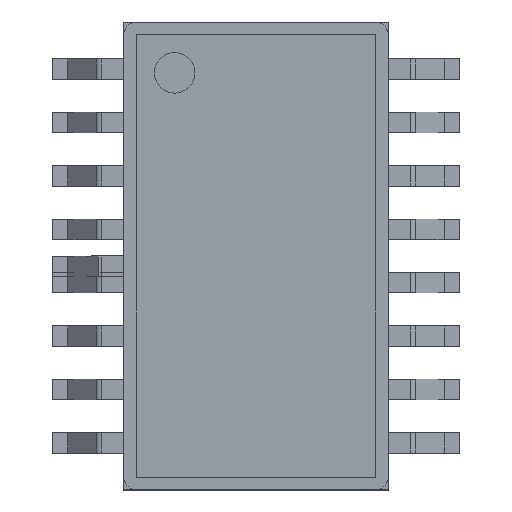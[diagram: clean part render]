
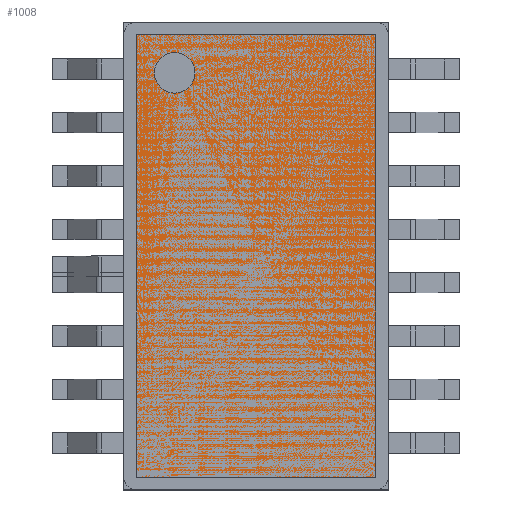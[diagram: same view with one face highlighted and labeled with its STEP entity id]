
A CAD part, top view. The second image highlights one B-rep face of the part: STEP entity #1008.
In plain terms, the highlighted planar face has unit normal (0, 0, 1).
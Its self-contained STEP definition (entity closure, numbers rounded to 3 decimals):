
#370 = PLANE('',#371);
#371 = AXIS2_PLACEMENT_3D('',#372,#373,#374);
#372 = CARTESIAN_POINT('',(-1.175,2.238,0.588));
#373 = DIRECTION('',(0.,0.707,0.707));
#374 = DIRECTION('',(-1.,-0.,-0.));
#609 = VERTEX_POINT('',#610);
#610 = CARTESIAN_POINT('',(-1.175,2.175,0.65));
#633 = VERTEX_POINT('',#634);
#634 = CARTESIAN_POINT('',(1.175,2.175,0.65));
#660 = EDGE_CURVE('',#609,#633,#661,.T.);
#661 = SURFACE_CURVE('',#662,(#666,#673),.PCURVE_S1.);
#662 = LINE('',#663,#664);
#663 = CARTESIAN_POINT('',(-1.175,2.175,0.65));
#664 = VECTOR('',#665,1.);
#665 = DIRECTION('',(1.,0.,0.));
#666 = PCURVE('',#370,#667);
#667 = DEFINITIONAL_REPRESENTATION('',(#668),#672);
#668 = LINE('',#669,#670);
#669 = CARTESIAN_POINT('',(-0.,0.088));
#670 = VECTOR('',#671,1.);
#671 = DIRECTION('',(-1.,0.));
#672 = ( GEOMETRIC_REPRESENTATION_CONTEXT(2) 
PARAMETRIC_REPRESENTATION_CONTEXT() REPRESENTATION_CONTEXT('2D SPACE',''
  ) );
#673 = PCURVE('',#674,#679);
#674 = PLANE('',#675);
#675 = AXIS2_PLACEMENT_3D('',#676,#677,#678);
#676 = CARTESIAN_POINT('',(0.,0.,0.65));
#677 = DIRECTION('',(0.,0.,1.));
#678 = DIRECTION('',(1.,0.,0.));
#679 = DEFINITIONAL_REPRESENTATION('',(#680),#684);
#680 = LINE('',#681,#682);
#681 = CARTESIAN_POINT('',(-1.175,2.175));
#682 = VECTOR('',#683,1.);
#683 = DIRECTION('',(1.,0.));
#684 = ( GEOMETRIC_REPRESENTATION_CONTEXT(2) 
PARAMETRIC_REPRESENTATION_CONTEXT() REPRESENTATION_CONTEXT('2D SPACE',''
  ) );
#812 = PLANE('',#813);
#813 = AXIS2_PLACEMENT_3D('',#814,#815,#816);
#814 = CARTESIAN_POINT('',(-1.238,-2.175,0.588));
#815 = DIRECTION('',(-0.707,0.,0.707));
#816 = DIRECTION('',(-0.,-1.,-0.));
#1008 = ADVANCED_FACE('',(#1009,#1089),#674,.T.);
#1009 = FACE_BOUND('',#1010,.T.);
#1010 = EDGE_LOOP('',(#1011,#1012,#1035,#1063));
#1011 = ORIENTED_EDGE('',*,*,#660,.F.);
#1012 = ORIENTED_EDGE('',*,*,#1013,.F.);
#1013 = EDGE_CURVE('',#1014,#609,#1016,.T.);
#1014 = VERTEX_POINT('',#1015);
#1015 = CARTESIAN_POINT('',(-1.175,-2.175,0.65));
#1016 = SURFACE_CURVE('',#1017,(#1021,#1028),.PCURVE_S1.);
#1017 = LINE('',#1018,#1019);
#1018 = CARTESIAN_POINT('',(-1.175,-2.175,0.65));
#1019 = VECTOR('',#1020,1.);
#1020 = DIRECTION('',(0.,1.,0.));
#1021 = PCURVE('',#674,#1022);
#1022 = DEFINITIONAL_REPRESENTATION('',(#1023),#1027);
#1023 = LINE('',#1024,#1025);
#1024 = CARTESIAN_POINT('',(-1.175,-2.175));
#1025 = VECTOR('',#1026,1.);
#1026 = DIRECTION('',(0.,1.));
#1027 = ( GEOMETRIC_REPRESENTATION_CONTEXT(2) 
PARAMETRIC_REPRESENTATION_CONTEXT() REPRESENTATION_CONTEXT('2D SPACE',''
  ) );
#1028 = PCURVE('',#812,#1029);
#1029 = DEFINITIONAL_REPRESENTATION('',(#1030),#1034);
#1030 = LINE('',#1031,#1032);
#1031 = CARTESIAN_POINT('',(-0.,0.088));
#1032 = VECTOR('',#1033,1.);
#1033 = DIRECTION('',(-1.,0.));
#1034 = ( GEOMETRIC_REPRESENTATION_CONTEXT(2) 
PARAMETRIC_REPRESENTATION_CONTEXT() REPRESENTATION_CONTEXT('2D SPACE',''
  ) );
#1035 = ORIENTED_EDGE('',*,*,#1036,.F.);
#1036 = EDGE_CURVE('',#1037,#1014,#1039,.T.);
#1037 = VERTEX_POINT('',#1038);
#1038 = CARTESIAN_POINT('',(1.175,-2.175,0.65));
#1039 = SURFACE_CURVE('',#1040,(#1044,#1051),.PCURVE_S1.);
#1040 = LINE('',#1041,#1042);
#1041 = CARTESIAN_POINT('',(1.175,-2.175,0.65));
#1042 = VECTOR('',#1043,1.);
#1043 = DIRECTION('',(-1.,0.,0.));
#1044 = PCURVE('',#674,#1045);
#1045 = DEFINITIONAL_REPRESENTATION('',(#1046),#1050);
#1046 = LINE('',#1047,#1048);
#1047 = CARTESIAN_POINT('',(1.175,-2.175));
#1048 = VECTOR('',#1049,1.);
#1049 = DIRECTION('',(-1.,0.));
#1050 = ( GEOMETRIC_REPRESENTATION_CONTEXT(2) 
PARAMETRIC_REPRESENTATION_CONTEXT() REPRESENTATION_CONTEXT('2D SPACE',''
  ) );
#1051 = PCURVE('',#1052,#1057);
#1052 = PLANE('',#1053);
#1053 = AXIS2_PLACEMENT_3D('',#1054,#1055,#1056);
#1054 = CARTESIAN_POINT('',(1.175,-2.238,0.588));
#1055 = DIRECTION('',(0.,-0.707,0.707));
#1056 = DIRECTION('',(1.,0.,0.));
#1057 = DEFINITIONAL_REPRESENTATION('',(#1058),#1062);
#1058 = LINE('',#1059,#1060);
#1059 = CARTESIAN_POINT('',(-0.,0.088));
#1060 = VECTOR('',#1061,1.);
#1061 = DIRECTION('',(-1.,0.));
#1062 = ( GEOMETRIC_REPRESENTATION_CONTEXT(2) 
PARAMETRIC_REPRESENTATION_CONTEXT() REPRESENTATION_CONTEXT('2D SPACE',''
  ) );
#1063 = ORIENTED_EDGE('',*,*,#1064,.F.);
#1064 = EDGE_CURVE('',#633,#1037,#1065,.T.);
#1065 = SURFACE_CURVE('',#1066,(#1070,#1077),.PCURVE_S1.);
#1066 = LINE('',#1067,#1068);
#1067 = CARTESIAN_POINT('',(1.175,2.175,0.65));
#1068 = VECTOR('',#1069,1.);
#1069 = DIRECTION('',(0.,-1.,0.));
#1070 = PCURVE('',#674,#1071);
#1071 = DEFINITIONAL_REPRESENTATION('',(#1072),#1076);
#1072 = LINE('',#1073,#1074);
#1073 = CARTESIAN_POINT('',(1.175,2.175));
#1074 = VECTOR('',#1075,1.);
#1075 = DIRECTION('',(0.,-1.));
#1076 = ( GEOMETRIC_REPRESENTATION_CONTEXT(2) 
PARAMETRIC_REPRESENTATION_CONTEXT() REPRESENTATION_CONTEXT('2D SPACE',''
  ) );
#1077 = PCURVE('',#1078,#1083);
#1078 = PLANE('',#1079);
#1079 = AXIS2_PLACEMENT_3D('',#1080,#1081,#1082);
#1080 = CARTESIAN_POINT('',(1.238,2.175,0.588));
#1081 = DIRECTION('',(0.707,0.,0.707));
#1082 = DIRECTION('',(0.,1.,0.));
#1083 = DEFINITIONAL_REPRESENTATION('',(#1084),#1088);
#1084 = LINE('',#1085,#1086);
#1085 = CARTESIAN_POINT('',(-0.,0.088));
#1086 = VECTOR('',#1087,1.);
#1087 = DIRECTION('',(-1.,0.));
#1088 = ( GEOMETRIC_REPRESENTATION_CONTEXT(2) 
PARAMETRIC_REPRESENTATION_CONTEXT() REPRESENTATION_CONTEXT('2D SPACE',''
  ) );
#1089 = FACE_BOUND('',#1090,.T.);
#1090 = EDGE_LOOP('',(#1091));
#1091 = ORIENTED_EDGE('',*,*,#1092,.F.);
#1092 = EDGE_CURVE('',#1093,#1093,#1095,.T.);
#1093 = VERTEX_POINT('',#1094);
#1094 = CARTESIAN_POINT('',(-0.6,1.8,0.65));
#1095 = SURFACE_CURVE('',#1096,(#1101,#1108),.PCURVE_S1.);
#1096 = CIRCLE('',#1097,0.2);
#1097 = AXIS2_PLACEMENT_3D('',#1098,#1099,#1100);
#1098 = CARTESIAN_POINT('',(-0.8,1.8,0.65));
#1099 = DIRECTION('',(0.,0.,1.));
#1100 = DIRECTION('',(1.,0.,0.));
#1101 = PCURVE('',#674,#1102);
#1102 = DEFINITIONAL_REPRESENTATION('',(#1103),#1107);
#1103 = CIRCLE('',#1104,0.2);
#1104 = AXIS2_PLACEMENT_2D('',#1105,#1106);
#1105 = CARTESIAN_POINT('',(-0.8,1.8));
#1106 = DIRECTION('',(1.,0.));
#1107 = ( GEOMETRIC_REPRESENTATION_CONTEXT(2) 
PARAMETRIC_REPRESENTATION_CONTEXT() REPRESENTATION_CONTEXT('2D SPACE',''
  ) );
#1108 = PCURVE('',#1109,#1114);
#1109 = PLANE('',#1110);
#1110 = AXIS2_PLACEMENT_3D('',#1111,#1112,#1113);
#1111 = CARTESIAN_POINT('',(-0.8,1.8,0.65));
#1112 = DIRECTION('',(0.,0.,1.));
#1113 = DIRECTION('',(1.,0.,0.));
#1114 = DEFINITIONAL_REPRESENTATION('',(#1115),#1119);
#1115 = CIRCLE('',#1116,0.2);
#1116 = AXIS2_PLACEMENT_2D('',#1117,#1118);
#1117 = CARTESIAN_POINT('',(0.,0.));
#1118 = DIRECTION('',(1.,0.));
#1119 = ( GEOMETRIC_REPRESENTATION_CONTEXT(2) 
PARAMETRIC_REPRESENTATION_CONTEXT() REPRESENTATION_CONTEXT('2D SPACE',''
  ) );
